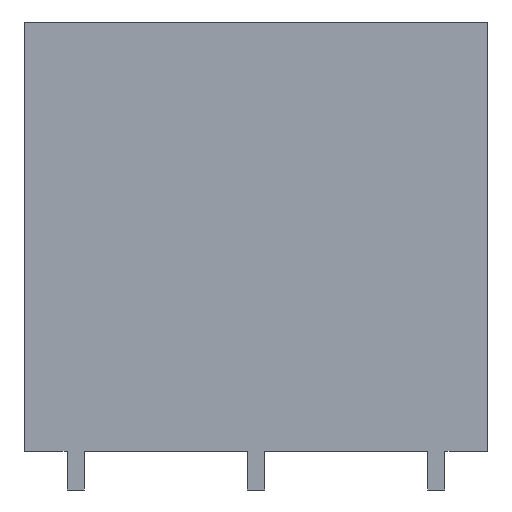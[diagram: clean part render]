
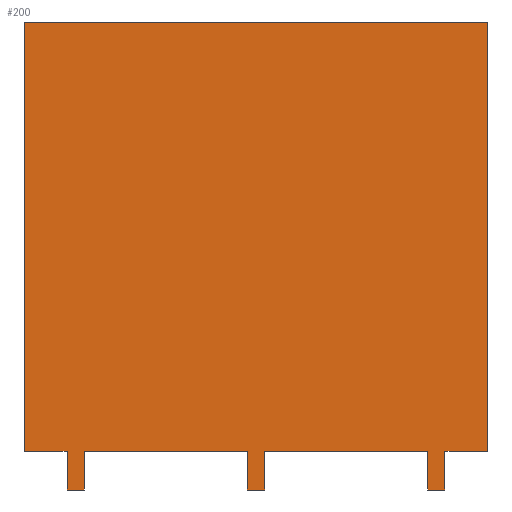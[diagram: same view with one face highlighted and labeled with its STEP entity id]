
A CAD part, front view. The second image highlights one B-rep face of the part: STEP entity #200.
In plain terms, the highlighted free-form (B-spline) face has degree [1, 1] with [2, 2] control points.
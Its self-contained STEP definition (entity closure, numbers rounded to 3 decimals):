
#65=CARTESIAN_POINT('',(13.5,-0.27,25.0));
#66=CARTESIAN_POINT('',(13.5,-0.27,-2.25));
#67=CARTESIAN_POINT('',(-13.5,-0.27,25.0));
#68=CARTESIAN_POINT('',(-13.5,-0.27,-2.25));
#69=B_SPLINE_SURFACE_WITH_KNOTS('',1,1,((#65,#67),(#66,#68)),.UNSPECIFIED.,.F.,.F.,.U.,(2,2),(2,2),(0.0,27.25),(0.0,27.0),.UNSPECIFIED.);
#70=CARTESIAN_POINT('',(13.5,-0.27,0.0));
#71=VERTEX_POINT('',#70);
#72=CARTESIAN_POINT('',(11.,-0.27,0.0));
#73=VERTEX_POINT('',#72);
#74=CARTESIAN_POINT('',(13.5,-0.27,0.0));
#75=DIRECTION('',(-1.0,0.0,0.0));
#76=VECTOR('',#75,2.5);
#77=LINE('',#74,#76);
#78=EDGE_CURVE('',#71,#73,#77,.T.);
#79=ORIENTED_EDGE('',*,*,#78,.F.);
#80=CARTESIAN_POINT('',(13.5,-0.27,25.0));
#81=VERTEX_POINT('',#80);
#82=CARTESIAN_POINT('',(13.5,-0.27,0.0));
#83=DIRECTION('',(0.0,0.0,1.0));
#84=VECTOR('',#83,25.0);
#85=LINE('',#82,#84);
#86=EDGE_CURVE('',#71,#81,#85,.T.);
#87=ORIENTED_EDGE('',*,*,#86,.T.);
#88=CARTESIAN_POINT('',(-13.5,-0.27,25.0));
#89=VERTEX_POINT('',#88);
#90=CARTESIAN_POINT('',(13.5,-0.27,25.0));
#91=DIRECTION('',(-1.0,0.0,0.0));
#92=VECTOR('',#91,27.0);
#93=LINE('',#90,#92);
#94=EDGE_CURVE('',#81,#89,#93,.T.);
#95=ORIENTED_EDGE('',*,*,#94,.T.);
#96=CARTESIAN_POINT('',(-13.5,-0.27,0.0));
#97=VERTEX_POINT('',#96);
#98=CARTESIAN_POINT('',(-13.5,-0.27,0.0));
#99=DIRECTION('',(0.0,0.0,1.0));
#100=VECTOR('',#99,25.0);
#101=LINE('',#98,#100);
#102=EDGE_CURVE('',#89,#97,#101,.F.);
#103=ORIENTED_EDGE('',*,*,#102,.T.);
#104=CARTESIAN_POINT('',(-11.,-0.27,0.0));
#105=VERTEX_POINT('',#104);
#106=CARTESIAN_POINT('',(-13.5,-0.27,0.0));
#107=DIRECTION('',(1.0,0.0,0.0));
#108=VECTOR('',#107,2.5);
#109=LINE('',#106,#108);
#110=EDGE_CURVE('',#97,#105,#109,.T.);
#111=ORIENTED_EDGE('',*,*,#110,.T.);
#112=CARTESIAN_POINT('',(-11.,-0.27,-2.25));
#113=VERTEX_POINT('',#112);
#114=CARTESIAN_POINT('',(-11.,-0.27,0.0));
#115=DIRECTION('',(0.0,0.0,-1.0));
#116=VECTOR('',#115,2.25);
#117=LINE('',#114,#116);
#118=EDGE_CURVE('',#105,#113,#117,.T.);
#119=ORIENTED_EDGE('',*,*,#118,.T.);
#120=CARTESIAN_POINT('',(-10.,-0.27,-2.25));
#121=VERTEX_POINT('',#120);
#122=CARTESIAN_POINT('',(-11.,-0.27,-2.25));
#123=DIRECTION('',(1.0,0.0,0.0));
#124=VECTOR('',#123,1.0);
#125=LINE('',#122,#124);
#126=EDGE_CURVE('',#113,#121,#125,.T.);
#127=ORIENTED_EDGE('',*,*,#126,.T.);
#128=CARTESIAN_POINT('',(-10.,-0.27,0.0));
#129=VERTEX_POINT('',#128);
#130=CARTESIAN_POINT('',(-10.,-0.27,0.0));
#131=DIRECTION('',(0.0,0.0,-1.0));
#132=VECTOR('',#131,2.25);
#133=LINE('',#130,#132);
#134=EDGE_CURVE('',#129,#121,#133,.T.);
#135=ORIENTED_EDGE('',*,*,#134,.F.);
#136=CARTESIAN_POINT('',(-0.5,-0.27,0.0));
#137=VERTEX_POINT('',#136);
#138=CARTESIAN_POINT('',(-10.,-0.27,0.0));
#139=DIRECTION('',(1.0,0.0,0.0));
#140=VECTOR('',#139,9.5);
#141=LINE('',#138,#140);
#142=EDGE_CURVE('',#129,#137,#141,.T.);
#143=ORIENTED_EDGE('',*,*,#142,.T.);
#144=CARTESIAN_POINT('',(-0.5,-0.27,-2.25));
#145=VERTEX_POINT('',#144);
#146=CARTESIAN_POINT('',(-0.5,-0.27,0.0));
#147=DIRECTION('',(0.0,0.0,-1.0));
#148=VECTOR('',#147,2.25);
#149=LINE('',#146,#148);
#150=EDGE_CURVE('',#137,#145,#149,.T.);
#151=ORIENTED_EDGE('',*,*,#150,.T.);
#152=CARTESIAN_POINT('',(0.5,-0.27,-2.25));
#153=VERTEX_POINT('',#152);
#154=CARTESIAN_POINT('',(-0.5,-0.27,-2.25));
#155=DIRECTION('',(1.0,0.0,0.0));
#156=VECTOR('',#155,1.0);
#157=LINE('',#154,#156);
#158=EDGE_CURVE('',#145,#153,#157,.T.);
#159=ORIENTED_EDGE('',*,*,#158,.T.);
#160=CARTESIAN_POINT('',(0.5,-0.27,0.0));
#161=VERTEX_POINT('',#160);
#162=CARTESIAN_POINT('',(0.5,-0.27,0.0));
#163=DIRECTION('',(0.0,0.0,-1.0));
#164=VECTOR('',#163,2.25);
#165=LINE('',#162,#164);
#166=EDGE_CURVE('',#161,#153,#165,.T.);
#167=ORIENTED_EDGE('',*,*,#166,.F.);
#168=CARTESIAN_POINT('',(10.,-0.27,0.0));
#169=VERTEX_POINT('',#168);
#170=CARTESIAN_POINT('',(0.5,-0.27,0.0));
#171=DIRECTION('',(1.0,0.0,0.0));
#172=VECTOR('',#171,9.5);
#173=LINE('',#170,#172);
#174=EDGE_CURVE('',#161,#169,#173,.T.);
#175=ORIENTED_EDGE('',*,*,#174,.T.);
#176=CARTESIAN_POINT('',(10.,-0.27,-2.25));
#177=VERTEX_POINT('',#176);
#178=CARTESIAN_POINT('',(10.,-0.27,0.0));
#179=DIRECTION('',(0.0,0.0,-1.0));
#180=VECTOR('',#179,2.25);
#181=LINE('',#178,#180);
#182=EDGE_CURVE('',#169,#177,#181,.T.);
#183=ORIENTED_EDGE('',*,*,#182,.T.);
#184=CARTESIAN_POINT('',(11.,-0.27,-2.25));
#185=VERTEX_POINT('',#184);
#186=CARTESIAN_POINT('',(10.,-0.27,-2.25));
#187=DIRECTION('',(1.0,0.0,0.0));
#188=VECTOR('',#187,1.0);
#189=LINE('',#186,#188);
#190=EDGE_CURVE('',#177,#185,#189,.T.);
#191=ORIENTED_EDGE('',*,*,#190,.T.);
#192=CARTESIAN_POINT('',(11.,-0.27,0.0));
#193=DIRECTION('',(0.0,0.0,-1.0));
#194=VECTOR('',#193,2.25);
#195=LINE('',#192,#194);
#196=EDGE_CURVE('',#73,#185,#195,.T.);
#197=ORIENTED_EDGE('',*,*,#196,.F.);
#198=EDGE_LOOP('',(#79,#87,#95,#103,#111,#119,#127,#135,#143,#151,#159,#167,#175,#183,#191,#197));
#199=FACE_OUTER_BOUND('',#198,.T.);
#200=ADVANCED_FACE('',(#199),#69,.F.);
